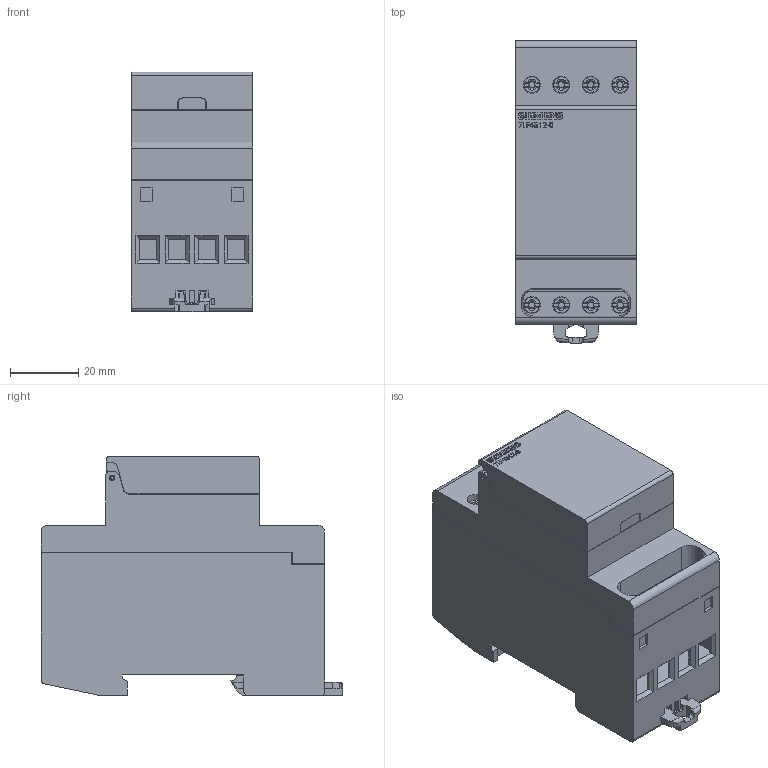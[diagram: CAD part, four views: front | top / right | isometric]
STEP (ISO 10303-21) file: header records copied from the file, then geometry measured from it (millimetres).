
FILE_DESCRIPTION(/* description */ (''),/* implementation_level */ '2;1');
FILE_NAME(/* name */ '7LF4512-0_PO_v.stp',/* time_stamp */ '2023-04-03T13:37:51+02:00',/* author */ ('"(c) Siemens AG Smart Infrastructure"'),/* organization */ ('"(c) Siemens AG - Smart Infrastructure - EP"'),/* preprocessor_version */ 'ST-DEVELOPER v18.101',/* originating_system */ 'SIEMENS PLM Software NX 2008',/* authorisation */ '"Transmittal reproduction, dissemination and/or editing of this document as well as utilization of its contents and communication thereof to others without express authorization is prohibited. Offenders will be held liable for payment of damages. All rights created by patent grant or registration of a utility model or design patent are reserved."');
FILE_SCHEMA (('AUTOMOTIVE_DESIGN { 1 0 10303 214 3 1 1 1 }'));
Length unit declared in the file: millimetre
Products named in the file (1): model3
Bounding box: 35.6 x 88.4 x 70.15 mm (x, y, z)
Volume: 146830.3 mm3; surface area: 40327.8 mm2
Topology: 10 solids, 10 shells, 954 faces, 2732 edges, 1821 vertices
Faces by surface type: plane 750, cylinder 156, cone 30, extrusion 14, torus 4
Full cylindrical faces by diameter (mm): 1.5 x2, 1.6 x1, 1.8 x8, 4.6 x8
Entity records: 34004 total; most frequent: CARTESIAN_POINT 8469, ORIENTED_EDGE 5314, DIRECTION 4657, EDGE_CURVE 2657, VERTEX_POINT 1776, VECTOR 1715, LINE 1701, AXIS2_PLACEMENT_3D 1471
